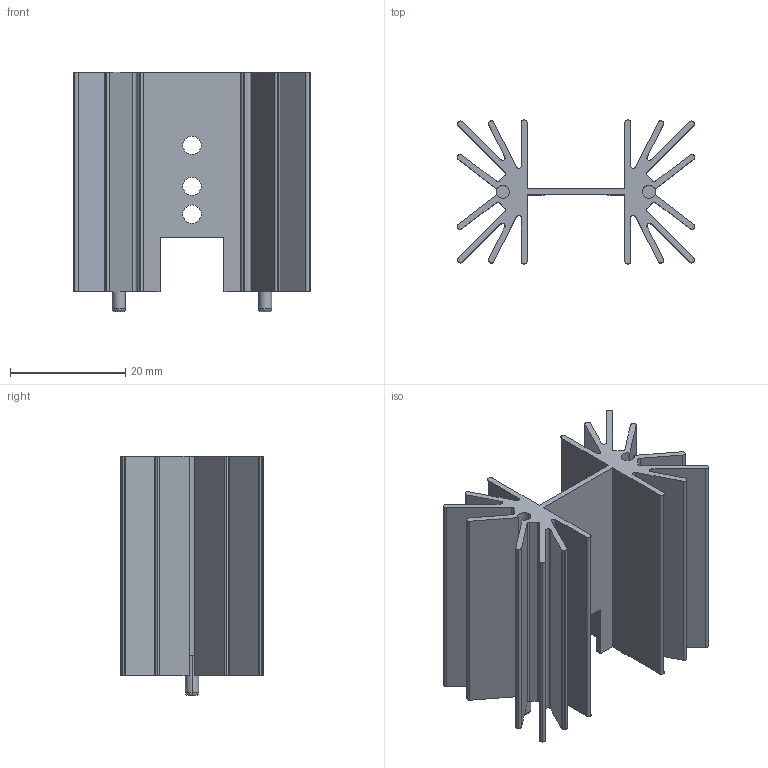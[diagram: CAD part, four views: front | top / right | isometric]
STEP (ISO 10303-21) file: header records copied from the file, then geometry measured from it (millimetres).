
FILE_DESCRIPTION (( 'STEP AP214' ), '1' );
FILE_NAME ('User Library-3-9 C-W MC33265 Multicomp.STEP', '2016-08-05T09:46:24', ( 'Windows User' ), ( '' ), 'SwSTEP 2.0', 'SolidWorks 2016', '' );
FILE_SCHEMA (( 'AUTOMOTIVE_DESIGN' ));
Length unit declared in the file: millimetre
Products named in the file (1): User Library-3-9 C-W MC33265 Multicomp
Bounding box: 41.24 x 25 x 41.6 mm (x, y, z)
Volume: 8980.6 mm3; surface area: 14535.2 mm2
Topology: 1 solids, 1 shells, 139 faces, 403 edges, 266 vertices
Faces by surface type: cylinder 71, plane 64, bspline 4
Entity records: 6242 total; most frequent: CARTESIAN_POINT 881, DIRECTION 821, ORIENTED_EDGE 806, EDGE_CURVE 403, AXIS2_PLACEMENT_3D 286, VERTEX_POINT 266, LINE 249, VECTOR 249
